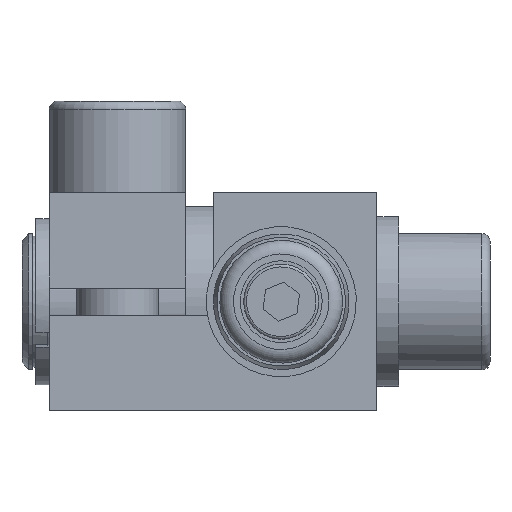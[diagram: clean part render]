
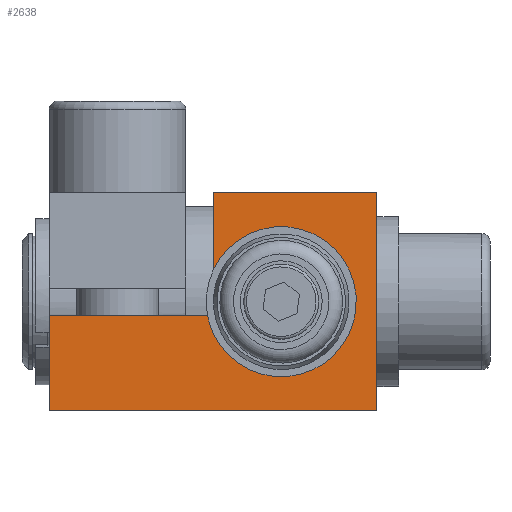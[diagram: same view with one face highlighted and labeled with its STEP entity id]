
A CAD part, front view. The second image highlights one B-rep face of the part: STEP entity #2638.
In plain terms, the highlighted planar face has unit normal (0, -1, 0).
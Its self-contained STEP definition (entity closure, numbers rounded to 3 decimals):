
#63=FACE_BOUND('',#373,.T.);
#119=PLANE('',#2878);
#220=FACE_OUTER_BOUND('',#372,.T.);
#372=EDGE_LOOP('',(#1923,#1924,#1925,#1926,#1927,#1928,#1929,#1930,#1931));
#373=EDGE_LOOP('',(#1932));
#569=CIRCLE('',#2879,4.4);
#665=B_SPLINE_CURVE_WITH_KNOTS('',3,(#5616,#5617,#5618,#5619,#5620,#5621,
#5622,#5623,#5624,#5625,#5626,#5627,#5628,#5629,#5630,#5631,#5632,#5633,
#5634,#5635,#5636,#5637,#5638,#5639,#5640,#5641,#5642,#5643,#5644,#5645),
 .UNSPECIFIED.,.F.,.F.,(4,2,2,2,2,2,2,2,2,2,2,2,2,2,4),(0.,0.185,
0.39,0.526,0.548,0.558,
0.564,0.57,0.578,0.592,
0.628,0.744,1.044,1.319,1.447),
 .UNSPECIFIED.);
#734=LINE('',#4258,#914);
#738=LINE('',#4278,#918);
#740=LINE('',#5821,#920);
#741=LINE('',#5822,#921);
#742=LINE('',#5824,#922);
#743=LINE('',#5826,#923);
#744=LINE('',#5828,#924);
#745=LINE('',#5829,#925);
#914=VECTOR('',#3367,10.);
#918=VECTOR('',#3375,10.);
#920=VECTOR('',#3385,10.);
#921=VECTOR('',#3386,10.);
#922=VECTOR('',#3387,10.);
#923=VECTOR('',#3388,10.);
#924=VECTOR('',#3389,10.);
#925=VECTOR('',#3390,10.);
#1144=VERTEX_POINT('',#4255);
#1145=VERTEX_POINT('',#4257);
#1146=VERTEX_POINT('',#4261);
#1147=VERTEX_POINT('',#4262);
#1149=VERTEX_POINT('',#4277);
#1151=VERTEX_POINT('',#5820);
#1152=VERTEX_POINT('',#5823);
#1153=VERTEX_POINT('',#5825);
#1154=VERTEX_POINT('',#5827);
#1155=VERTEX_POINT('',#5830);
#1429=EDGE_CURVE('',#1144,#1145,#734,.T.);
#1434=EDGE_CURVE('',#1146,#1149,#738,.T.);
#1438=EDGE_CURVE('',#1149,#1147,#665,.T.);
#1444=EDGE_CURVE('',#1147,#1151,#740,.T.);
#1445=EDGE_CURVE('',#1151,#1145,#741,.T.);
#1446=EDGE_CURVE('',#1144,#1152,#742,.T.);
#1447=EDGE_CURVE('',#1152,#1153,#743,.T.);
#1448=EDGE_CURVE('',#1153,#1154,#744,.T.);
#1449=EDGE_CURVE('',#1154,#1146,#745,.T.);
#1450=EDGE_CURVE('',#1155,#1155,#569,.T.);
#1923=ORIENTED_EDGE('',*,*,#1434,.T.);
#1924=ORIENTED_EDGE('',*,*,#1438,.T.);
#1925=ORIENTED_EDGE('',*,*,#1444,.T.);
#1926=ORIENTED_EDGE('',*,*,#1445,.T.);
#1927=ORIENTED_EDGE('',*,*,#1429,.F.);
#1928=ORIENTED_EDGE('',*,*,#1446,.T.);
#1929=ORIENTED_EDGE('',*,*,#1447,.T.);
#1930=ORIENTED_EDGE('',*,*,#1448,.T.);
#1931=ORIENTED_EDGE('',*,*,#1449,.T.);
#1932=ORIENTED_EDGE('',*,*,#1450,.T.);
#2638=ADVANCED_FACE('',(#220,#63),#119,.T.);
#2878=AXIS2_PLACEMENT_3D('',#5819,#3383,#3384);
#2879=AXIS2_PLACEMENT_3D('',#5831,#3391,#3392);
#3367=DIRECTION('',(0.,0.,1.));
#3375=DIRECTION('',(1.,0.,0.));
#3383=DIRECTION('center_axis',(0.,-1.,0.));
#3384=DIRECTION('ref_axis',(0.,0.,-1.));
#3385=DIRECTION('',(0.,0.,-1.));
#3386=DIRECTION('',(-1.,0.,0.));
#3387=DIRECTION('',(1.,0.,0.));
#3388=DIRECTION('',(0.,0.,1.));
#3389=DIRECTION('',(-1.,0.,0.));
#3390=DIRECTION('',(0.,0.,-1.));
#3391=DIRECTION('center_axis',(0.,1.,0.));
#3392=DIRECTION('ref_axis',(-1.,0.,0.));
#4255=CARTESIAN_POINT('',(-5.,-3.5,-8.));
#4257=CARTESIAN_POINT('',(-5.,-3.5,-1.));
#4258=CARTESIAN_POINT('',(-5.,-3.5,0.));
#4261=CARTESIAN_POINT('',(7.,-3.5,0.));
#4262=CARTESIAN_POINT('',(7.,-3.5,-0.969));
#4277=CARTESIAN_POINT('',(7.5,-3.5,0.));
#4278=CARTESIAN_POINT('',(13.1,-3.5,0.));
#5616=CARTESIAN_POINT('Ctrl Pts',(7.5,-3.5,0.));
#5617=CARTESIAN_POINT('Ctrl Pts',(7.5,-3.5,-0.618));
#5618=CARTESIAN_POINT('Ctrl Pts',(7.616,-3.5,-1.227));
#5619=CARTESIAN_POINT('Ctrl Pts',(8.088,-3.5,-2.441));
#5620=CARTESIAN_POINT('Ctrl Pts',(8.416,-3.5,-2.91));
#5621=CARTESIAN_POINT('Ctrl Pts',(8.808,-3.5,-3.431));
#5622=CARTESIAN_POINT('Ctrl Pts',(8.935,-3.5,-3.585));
#5623=CARTESIAN_POINT('Ctrl Pts',(8.979,-3.5,-3.684));
#5624=CARTESIAN_POINT('Ctrl Pts',(8.983,-3.5,-3.697));
#5625=CARTESIAN_POINT('Ctrl Pts',(8.985,-3.5,-3.712));
#5626=CARTESIAN_POINT('Ctrl Pts',(8.985,-3.5,-3.717));
#5627=CARTESIAN_POINT('Ctrl Pts',(8.983,-3.5,-3.725));
#5628=CARTESIAN_POINT('Ctrl Pts',(8.981,-3.5,-3.727));
#5629=CARTESIAN_POINT('Ctrl Pts',(8.978,-3.5,-3.732));
#5630=CARTESIAN_POINT('Ctrl Pts',(8.976,-3.5,-3.734));
#5631=CARTESIAN_POINT('Ctrl Pts',(8.97,-3.5,-3.737));
#5632=CARTESIAN_POINT('Ctrl Pts',(8.967,-3.5,-3.738));
#5633=CARTESIAN_POINT('Ctrl Pts',(8.957,-3.5,-3.741));
#5634=CARTESIAN_POINT('Ctrl Pts',(8.95,-3.5,-3.741));
#5635=CARTESIAN_POINT('Ctrl Pts',(8.926,-3.5,-3.739));
#5636=CARTESIAN_POINT('Ctrl Pts',(8.907,-3.5,-3.733));
#5637=CARTESIAN_POINT('Ctrl Pts',(8.838,-3.5,-3.709));
#5638=CARTESIAN_POINT('Ctrl Pts',(8.767,-3.5,-3.673));
#5639=CARTESIAN_POINT('Ctrl Pts',(8.469,-3.5,-3.483));
#5640=CARTESIAN_POINT('Ctrl Pts',(8.153,-3.5,-3.221));
#5641=CARTESIAN_POINT('Ctrl Pts',(7.559,-3.5,-2.451));
#5642=CARTESIAN_POINT('Ctrl Pts',(7.335,-3.5,-2.034));
#5643=CARTESIAN_POINT('Ctrl Pts',(7.103,-3.5,-1.389));
#5644=CARTESIAN_POINT('Ctrl Pts',(7.044,-3.5,-1.181));
#5645=CARTESIAN_POINT('Ctrl Pts',(7.,-3.5,-0.969));
#5819=CARTESIAN_POINT('Origin',(19.,-3.5,0.));
#5820=CARTESIAN_POINT('',(7.,-3.5,-1.));
#5821=CARTESIAN_POINT('',(7.,-3.5,0.));
#5822=CARTESIAN_POINT('',(7.,-3.5,-1.));
#5823=CARTESIAN_POINT('',(19.,-3.5,-8.));
#5824=CARTESIAN_POINT('',(-5.,-3.5,-8.));
#5825=CARTESIAN_POINT('',(19.,-3.5,8.));
#5826=CARTESIAN_POINT('',(19.,-3.5,0.));
#5827=CARTESIAN_POINT('',(7.,-3.5,8.));
#5828=CARTESIAN_POINT('',(-5.,-3.5,8.));
#5829=CARTESIAN_POINT('',(7.,-3.5,0.));
#5830=CARTESIAN_POINT('',(16.4,-3.5,0.));
#5831=CARTESIAN_POINT('Origin',(12.,-3.5,0.));
